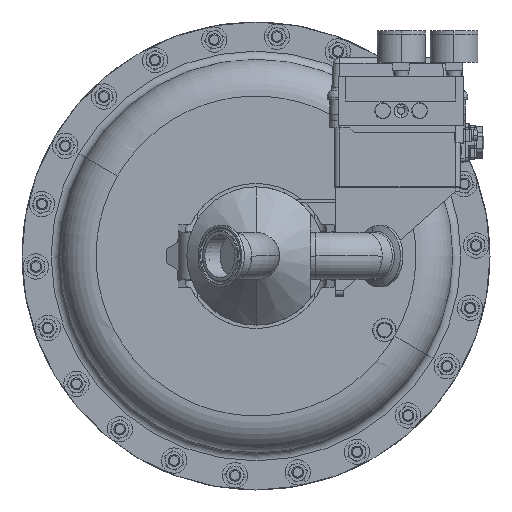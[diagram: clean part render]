
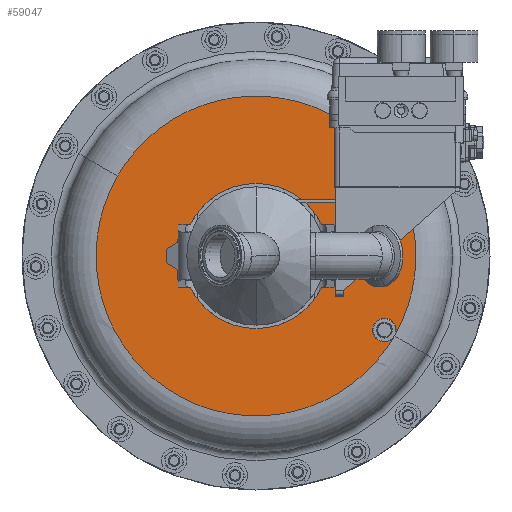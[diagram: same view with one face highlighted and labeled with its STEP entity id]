
A CAD part, front view. The second image highlights one B-rep face of the part: STEP entity #59047.
In plain terms, the highlighted planar face has unit normal (0, -1, 0).
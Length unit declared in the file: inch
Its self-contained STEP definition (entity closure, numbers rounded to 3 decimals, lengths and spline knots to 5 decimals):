
#37 = CARTESIAN_POINT ( 'NONE',  ( 4.09296, 9.66, -2.00057 ) ) ;
#445 = EDGE_CURVE ( 'NONE', #6802, #43993, #33752, .T. ) ;
#1935 = VERTEX_POINT ( 'NONE', #52264 ) ;
#2265 = ORIENTED_EDGE ( 'NONE', *, *, #36530, .F. ) ;
#3025 = DIRECTION ( 'NONE',  ( 0., 1., 0. ) ) ;
#3079 = ORIENTED_EDGE ( 'NONE', *, *, #48017, .T. ) ;
#4694 = ORIENTED_EDGE ( 'NONE', *, *, #29797, .T. ) ;
#6109 = ORIENTED_EDGE ( 'NONE', *, *, #445, .T. ) ;
#6802 = VERTEX_POINT ( 'NONE', #56423 ) ;
#7343 = CARTESIAN_POINT ( 'NONE',  ( 0., 9.66, 0. ) ) ;
#9704 = EDGE_LOOP ( 'NONE', ( #36192, #3079, #6109, #4694, #41579 ) ) ;
#10753 = CIRCLE ( 'NONE', #18815, 5.125 ) ;
#12412 = AXIS2_PLACEMENT_3D ( 'NONE', #15052, #19762, #52521 ) ;
#12830 = DIRECTION ( 'NONE',  ( 0.055, 0., -0.998 ) ) ;
#13637 = CIRCLE ( 'NONE', #14752, 0.375 ) ;
#13928 = ORIENTED_EDGE ( 'NONE', *, *, #32175, .F. ) ;
#14437 = DIRECTION ( 'NONE',  ( -0.866, 0., 0.5 ) ) ;
#14500 = CARTESIAN_POINT ( 'NONE',  ( -4.43838, 9.66, 2.5625 ) ) ;
#14752 = AXIS2_PLACEMENT_3D ( 'NONE', #36598, #59534, #12830 ) ;
#15052 = CARTESIAN_POINT ( 'NONE',  ( 0., 9.66, 0. ) ) ;
#16396 = DIRECTION ( 'NONE',  ( 0.866, 0., -0.5 ) ) ;
#17544 = AXIS2_PLACEMENT_3D ( 'NONE', #33262, #28382, #37810 ) ;
#17639 = CARTESIAN_POINT ( 'NONE',  ( 4.11362, 9.66, -2.375 ) ) ;
#18102 = FACE_BOUND ( 'NONE', #18867, .T. ) ;
#18815 = AXIS2_PLACEMENT_3D ( 'NONE', #33318, #19028, #23538 ) ;
#18867 = EDGE_LOOP ( 'NONE', ( #2265, #13928 ) ) ;
#19028 = DIRECTION ( 'NONE',  ( 0., 1., 0. ) ) ;
#19762 = DIRECTION ( 'NONE',  ( 0., -1., 0. ) ) ;
#20135 = AXIS2_PLACEMENT_3D ( 'NONE', #58766, #3025, #16396 ) ;
#21941 = AXIS2_PLACEMENT_3D ( 'NONE', #17639, #55288, #32557 ) ;
#21944 = CIRCLE ( 'NONE', #21941, 0.375 ) ;
#23538 = DIRECTION ( 'NONE',  ( 0.866, 0., -0.5 ) ) ;
#24660 = VERTEX_POINT ( 'NONE', #38452 ) ;
#27006 = CIRCLE ( 'NONE', #12412, 2.325 ) ;
#28332 = CARTESIAN_POINT ( 'NONE',  ( 4.43838, 9.66, -2.5625 ) ) ;
#28382 = DIRECTION ( 'NONE',  ( 0., 1., 0. ) ) ;
#29797 = EDGE_CURVE ( 'NONE', #43993, #59435, #21944, .T. ) ;
#32175 = EDGE_CURVE ( 'NONE', #24660, #1935, #57461, .T. ) ;
#32557 = DIRECTION ( 'NONE',  ( 0.055, 0., -0.998 ) ) ;
#33262 = CARTESIAN_POINT ( 'NONE',  ( 4.11362, 9.66, -2.375 ) ) ;
#33318 = CARTESIAN_POINT ( 'NONE',  ( 0., 9.66, 0. ) ) ;
#33752 = CIRCLE ( 'NONE', #17544, 0.375 ) ;
#36192 = ORIENTED_EDGE ( 'NONE', *, *, #37501, .F. ) ;
#36530 = EDGE_CURVE ( 'NONE', #1935, #24660, #27006, .T. ) ;
#36598 = CARTESIAN_POINT ( 'NONE',  ( 4.11362, 9.66, -2.375 ) ) ;
#37267 = CIRCLE ( 'NONE', #20135, 5.125 ) ;
#37393 = DIRECTION ( 'NONE',  ( 0., -1., 0. ) ) ;
#37501 = EDGE_CURVE ( 'NONE', #59435, #57834, #10753, .T. ) ;
#37721 = AXIS2_PLACEMENT_3D ( 'NONE', #7343, #39536, #39737 ) ;
#37810 = DIRECTION ( 'NONE',  ( 0.055, 0., -0.998 ) ) ;
#38452 = CARTESIAN_POINT ( 'NONE',  ( 0., 9.66, 2.325 ) ) ;
#39536 = DIRECTION ( 'NONE',  ( 0., -1., 0. ) ) ;
#39737 = DIRECTION ( 'NONE',  ( 0., 0., -1. ) ) ;
#41579 = ORIENTED_EDGE ( 'NONE', *, *, #54738, .F. ) ;
#43993 = VERTEX_POINT ( 'NONE', #37 ) ;
#48017 = EDGE_CURVE ( 'NONE', #59435, #6802, #13637, .T. ) ;
#51059 = FACE_OUTER_BOUND ( 'NONE', #9704, .T. ) ;
#52112 = PLANE ( 'NONE',  #59146 ) ;
#52264 = CARTESIAN_POINT ( 'NONE',  ( 0., 9.66, -2.325 ) ) ;
#52521 = DIRECTION ( 'NONE',  ( 0., 0., -1. ) ) ;
#54738 = EDGE_CURVE ( 'NONE', #57834, #59435, #37267, .T. ) ;
#55288 = DIRECTION ( 'NONE',  ( 0., 1., 0. ) ) ;
#56214 = CARTESIAN_POINT ( 'NONE',  ( -2.5625, 9.66, -4.43838 ) ) ;
#56423 = CARTESIAN_POINT ( 'NONE',  ( 4.13428, 9.66, -2.74943 ) ) ;
#57461 = CIRCLE ( 'NONE', #37721, 2.325 ) ;
#57834 = VERTEX_POINT ( 'NONE', #14500 ) ;
#58766 = CARTESIAN_POINT ( 'NONE',  ( 0., 9.66, 0. ) ) ;
#59047 = ADVANCED_FACE ( 'NONE', ( #18102, #51059 ), #52112, .T. ) ;
#59146 = AXIS2_PLACEMENT_3D ( 'NONE', #56214, #37393, #14437 ) ;
#59435 = VERTEX_POINT ( 'NONE', #28332 ) ;
#59534 = DIRECTION ( 'NONE',  ( 0., 1., 0. ) ) ;
